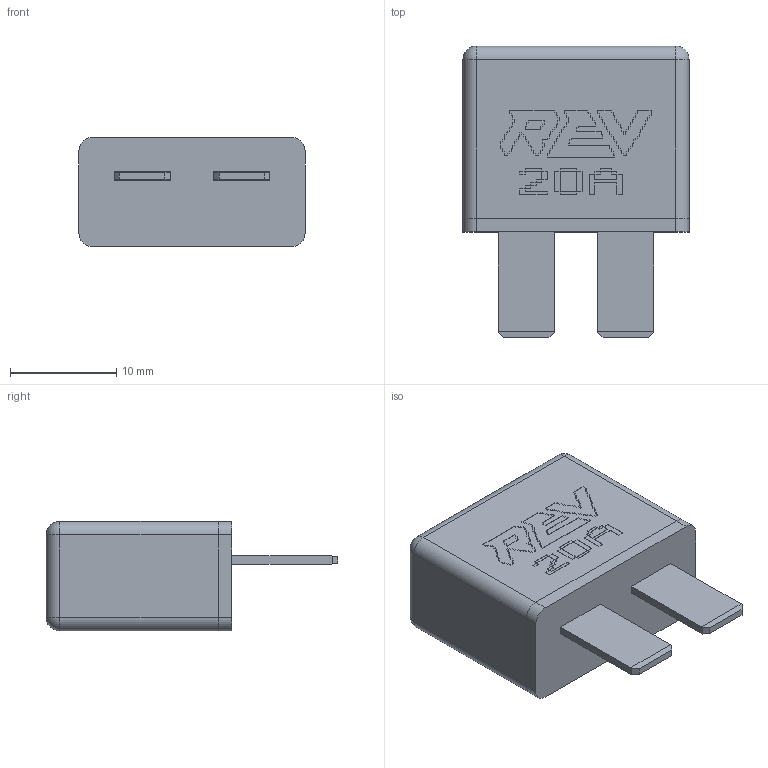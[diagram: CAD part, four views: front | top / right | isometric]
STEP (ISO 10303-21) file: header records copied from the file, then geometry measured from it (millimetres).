
FILE_DESCRIPTION (( 'STEP AP203' ), '1' );
FILE_NAME ('REV-11-1861.STEP', '2021-09-28T18:10:20', ( '' ), ( '' ), 'SwSTEP 2.0', 'SolidWorks 2019', '' );
FILE_SCHEMA (( 'CONFIG_CONTROL_DESIGN' ));
Length unit declared in the file: inch
Products named in the file (1): REV-11-1861
Bounding box: 21.34 x 27.53 x 10.34 mm (x, y, z)
Volume: 3891.1 mm3; surface area: 2266.4 mm2
Topology: 22 solids, 22 shells, 814 faces, 2061 edges, 1258 vertices
Faces by surface type: plane 410, bspline 215, cylinder 76, torus 66, sphere 47
Entity records: 27898 total; most frequent: CARTESIAN_POINT 9757, ORIENTED_EDGE 4028, DIRECTION 3378, EDGE_CURVE 2014, VERTEX_POINT 1252, LINE 1182, VECTOR 1182, AXIS2_PLACEMENT_3D 1098
